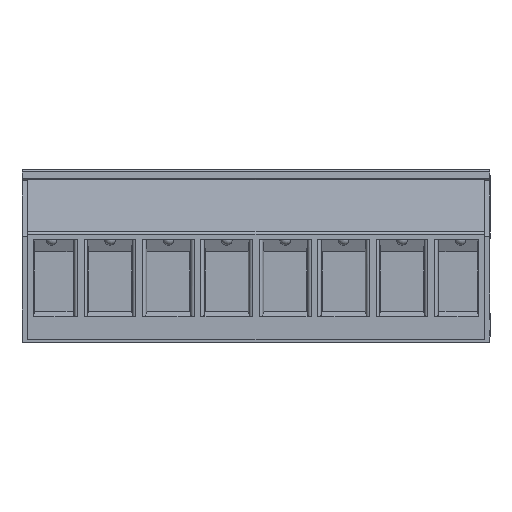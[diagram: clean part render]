
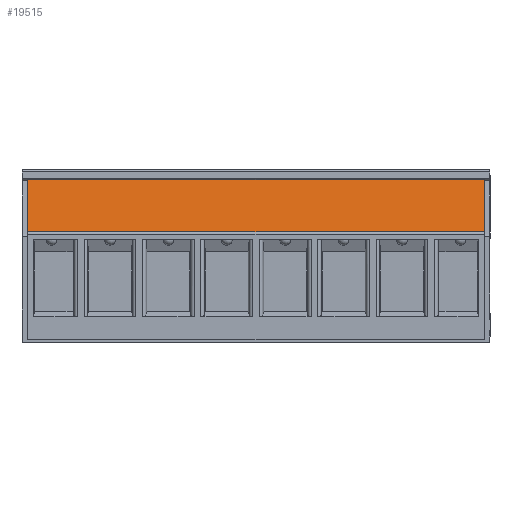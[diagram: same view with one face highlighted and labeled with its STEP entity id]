
A CAD part, front view. The second image highlights one B-rep face of the part: STEP entity #19515.
In plain terms, the highlighted planar face has unit normal (0, -0.985, 0.174).
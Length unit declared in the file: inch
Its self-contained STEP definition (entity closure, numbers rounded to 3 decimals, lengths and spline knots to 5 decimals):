
#354 = CARTESIAN_POINT ( 'NONE',  ( 1.58071, 0.03435, 0.55711 ) ) ;
#385 = CARTESIAN_POINT ( 'NONE',  ( 1.58071, 0.03435, 0.55711 ) ) ;
#1069 = VECTOR ( 'NONE', #16572, 39.37008 ) ;
#1475 = DIRECTION ( 'NONE',  ( 0., -0.985, 0.174 ) ) ;
#1829 = VECTOR ( 'NONE', #12574, 39.37008 ) ;
#2747 = ORIENTED_EDGE ( 'NONE', *, *, #7766, .T. ) ;
#3146 = DIRECTION ( 'NONE',  ( -1., 0., 0. ) ) ;
#4326 = VECTOR ( 'NONE', #30316, 39.37008 ) ;
#4446 = LINE ( 'NONE', #385, #1069 ) ;
#5708 = LINE ( 'NONE', #20197, #1829 ) ;
#5964 = ORIENTED_EDGE ( 'NONE', *, *, #8800, .T. ) ;
#6421 = FACE_OUTER_BOUND ( 'NONE', #10595, .T. ) ;
#7766 = EDGE_CURVE ( 'NONE', #30313, #14943, #25697, .T. ) ;
#8338 = PLANE ( 'NONE',  #18142 ) ;
#8800 = EDGE_CURVE ( 'NONE', #14943, #19449, #5708, .T. ) ;
#10206 = ORIENTED_EDGE ( 'NONE', *, *, #29872, .F. ) ;
#10595 = EDGE_LOOP ( 'NONE', ( #22161, #10206, #2747, #5964 ) ) ;
#12574 = DIRECTION ( 'NONE',  ( 0., -0.174, -0.985 ) ) ;
#12910 = CARTESIAN_POINT ( 'NONE',  ( 1.58071, 0.00276, 0.37795 ) ) ;
#14943 = VERTEX_POINT ( 'NONE', #20991 ) ;
#16572 = DIRECTION ( 'NONE',  ( 0., -0.174, -0.985 ) ) ;
#17586 = EDGE_CURVE ( 'NONE', #31258, #19449, #20040, .T. ) ;
#18142 = AXIS2_PLACEMENT_3D ( 'NONE', #23308, #1475, #27931 ) ;
#19449 = VERTEX_POINT ( 'NONE', #29846 ) ;
#19515 = ADVANCED_FACE ( 'NONE', ( #6421 ), #8338, .T. ) ;
#20040 = LINE ( 'NONE', #29760, #25696 ) ;
#20197 = CARTESIAN_POINT ( 'NONE',  ( 0.01929, 0.03435, 0.55711 ) ) ;
#20991 = CARTESIAN_POINT ( 'NONE',  ( 0.01929, 0.03435, 0.55711 ) ) ;
#22161 = ORIENTED_EDGE ( 'NONE', *, *, #17586, .F. ) ;
#23308 = CARTESIAN_POINT ( 'NONE',  ( 0.01727, 0.03514, 0.56158 ) ) ;
#23706 = CARTESIAN_POINT ( 'NONE',  ( 0.1, 0.03435, 0.55711 ) ) ;
#25696 = VECTOR ( 'NONE', #3146, 39.37008 ) ;
#25697 = LINE ( 'NONE', #23706, #4326 ) ;
#27931 = DIRECTION ( 'NONE',  ( -1., 0., 0. ) ) ;
#29760 = CARTESIAN_POINT ( 'NONE',  ( 0.1, 0.00276, 0.37795 ) ) ;
#29846 = CARTESIAN_POINT ( 'NONE',  ( 0.01929, 0.00276, 0.37795 ) ) ;
#29872 = EDGE_CURVE ( 'NONE', #30313, #31258, #4446, .T. ) ;
#30313 = VERTEX_POINT ( 'NONE', #354 ) ;
#30316 = DIRECTION ( 'NONE',  ( -1., 0., 0. ) ) ;
#31258 = VERTEX_POINT ( 'NONE', #12910 ) ;
